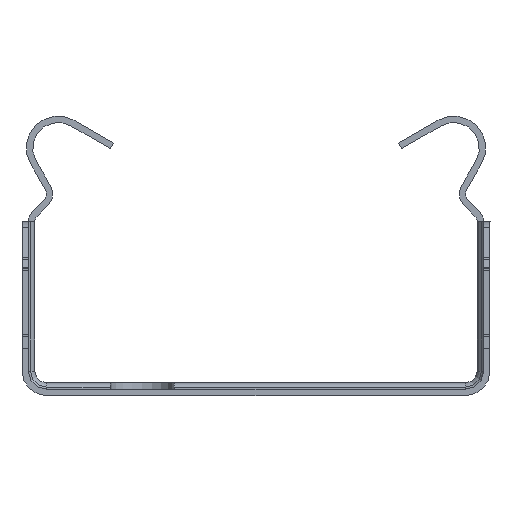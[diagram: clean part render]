
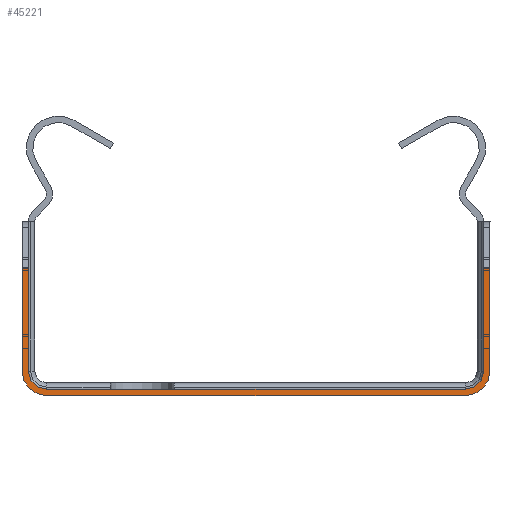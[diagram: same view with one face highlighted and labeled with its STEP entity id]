
A CAD part, front view. The second image highlights one B-rep face of the part: STEP entity #45221.
In plain terms, the highlighted planar face has unit normal (0, -1, 0).
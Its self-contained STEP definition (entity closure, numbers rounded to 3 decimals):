
#2694=CIRCLE('',#49304,2.7);
#2695=CIRCLE('',#49306,2.7);
#2723=CIRCLE('',#49379,2.);
#2724=CIRCLE('',#49382,2.);
#5934=FACE_OUTER_BOUND('',#9039,.T.);
#9039=EDGE_LOOP('',(#41591,#41592,#41593,#41594,#41595,#41596,#41597,#41598,
#41599,#41600,#41601,#41602));
#12215=LINE('',#71015,#16762);
#13487=LINE('',#74880,#18034);
#13503=LINE('',#74935,#18050);
#13574=LINE('',#75125,#18121);
#13576=LINE('',#75130,#18123);
#13580=LINE('',#75141,#18127);
#13582=LINE('',#75145,#18129);
#13585=LINE('',#75153,#18132);
#16762=VECTOR('',#58054,10.);
#18034=VECTOR('',#61938,10.);
#18050=VECTOR('',#61984,10.);
#18121=VECTOR('',#62179,10.);
#18123=VECTOR('',#62183,10.);
#18127=VECTOR('',#62197,10.);
#18129=VECTOR('',#62201,10.);
#18132=VECTOR('',#62210,10.);
#21005=VERTEX_POINT('',#71012);
#21006=VERTEX_POINT('',#71014);
#22274=VERTEX_POINT('',#74877);
#22275=VERTEX_POINT('',#74879);
#22296=VERTEX_POINT('',#74925);
#22299=VERTEX_POINT('',#74933);
#22356=VERTEX_POINT('',#75122);
#22357=VERTEX_POINT('',#75127);
#22360=VERTEX_POINT('',#75139);
#22361=VERTEX_POINT('',#75144);
#22362=VERTEX_POINT('',#75148);
#22363=VERTEX_POINT('',#75152);
#26713=EDGE_CURVE('',#21006,#21005,#12215,.T.);
#28637=EDGE_CURVE('',#22275,#22274,#13487,.T.);
#28659=EDGE_CURVE('',#22274,#21006,#2694,.T.);
#28661=EDGE_CURVE('',#21005,#22296,#2695,.T.);
#28665=EDGE_CURVE('',#22296,#22299,#13503,.T.);
#28760=EDGE_CURVE('',#22356,#22275,#13574,.T.);
#28762=EDGE_CURVE('',#22299,#22357,#13576,.T.);
#28768=EDGE_CURVE('',#22357,#22360,#13580,.T.);
#28770=EDGE_CURVE('',#22361,#22356,#13582,.T.);
#28772=EDGE_CURVE('',#22362,#22361,#2723,.T.);
#28774=EDGE_CURVE('',#22363,#22362,#13585,.T.);
#28776=EDGE_CURVE('',#22360,#22363,#2724,.T.);
#41591=ORIENTED_EDGE('',*,*,#28762,.T.);
#41592=ORIENTED_EDGE('',*,*,#28768,.T.);
#41593=ORIENTED_EDGE('',*,*,#28776,.T.);
#41594=ORIENTED_EDGE('',*,*,#28774,.T.);
#41595=ORIENTED_EDGE('',*,*,#28772,.T.);
#41596=ORIENTED_EDGE('',*,*,#28770,.T.);
#41597=ORIENTED_EDGE('',*,*,#28760,.T.);
#41598=ORIENTED_EDGE('',*,*,#28637,.T.);
#41599=ORIENTED_EDGE('',*,*,#28659,.T.);
#41600=ORIENTED_EDGE('',*,*,#26713,.T.);
#41601=ORIENTED_EDGE('',*,*,#28661,.T.);
#41602=ORIENTED_EDGE('',*,*,#28665,.T.);
#42942=PLANE('',#49384);
#45221=ADVANCED_FACE('',(#5934),#42942,.T.);
#49304=AXIS2_PLACEMENT_3D('',#74923,#61971,#61972);
#49306=AXIS2_PLACEMENT_3D('',#74927,#61976,#61977);
#49379=AXIS2_PLACEMENT_3D('',#75149,#62205,#62206);
#49382=AXIS2_PLACEMENT_3D('',#75156,#62214,#62215);
#49384=AXIS2_PLACEMENT_3D('',#75158,#62218,#62219);
#58054=DIRECTION('',(1.,0.,0.));
#61938=DIRECTION('',(0.,0.,-1.));
#61971=DIRECTION('center_axis',(0.,-1.,0.));
#61972=DIRECTION('ref_axis',(-1.,0.,0.));
#61976=DIRECTION('center_axis',(0.,-1.,0.));
#61977=DIRECTION('ref_axis',(0.,0.,
-1.));
#61984=DIRECTION('',(0.,0.,1.));
#62179=DIRECTION('',(-1.,0.,0.));
#62183=DIRECTION('',(-1.,0.,0.));
#62197=DIRECTION('',(0.,0.,-1.));
#62201=DIRECTION('',(0.,0.,1.));
#62205=DIRECTION('center_axis',(0.,1.,0.));
#62206=DIRECTION('ref_axis',(1.,0.,0.));
#62210=DIRECTION('',(-1.,0.,0.));
#62214=DIRECTION('center_axis',(0.,1.,0.));
#62215=DIRECTION('ref_axis',(0.,0.,
1.));
#62218=DIRECTION('center_axis',(0.,-1.,0.));
#62219=DIRECTION('ref_axis',(0.,0.,-1.));
#71012=CARTESIAN_POINT('',(23.,-36.,-0.7));
#71014=CARTESIAN_POINT('',(-23.,-36.,-0.7));
#71015=CARTESIAN_POINT('',(-23.,-36.,-0.7));
#74877=CARTESIAN_POINT('',(-25.7,-36.,2.));
#74879=CARTESIAN_POINT('',(-25.7,-36.,13.387));
#74880=CARTESIAN_POINT('',(-25.7,-36.,18.387));
#74923=CARTESIAN_POINT('Origin',(-23.,-36.,2.));
#74925=CARTESIAN_POINT('',(25.7,-36.,2.));
#74927=CARTESIAN_POINT('Origin',(23.,-36.,2.));
#74933=CARTESIAN_POINT('',(25.7,-36.,13.387));
#74935=CARTESIAN_POINT('',(25.7,-36.,2.));
#75122=CARTESIAN_POINT('',(-25.,-36.,13.387));
#75125=CARTESIAN_POINT('',(12.5,-36.,13.387));
#75127=CARTESIAN_POINT('',(25.,-36.,13.387));
#75130=CARTESIAN_POINT('',(12.5,-36.,13.387));
#75139=CARTESIAN_POINT('',(25.,-36.,2.));
#75141=CARTESIAN_POINT('',(25.,-36.,18.387));
#75144=CARTESIAN_POINT('',(-25.,-36.,2.));
#75145=CARTESIAN_POINT('',(-25.,-36.,2.));
#75148=CARTESIAN_POINT('',(-23.,-36.,0.));
#75149=CARTESIAN_POINT('Origin',(-23.,-36.,2.));
#75152=CARTESIAN_POINT('',(23.,-36.,0.));
#75153=CARTESIAN_POINT('',(23.,-36.,0.));
#75156=CARTESIAN_POINT('Origin',(23.,-36.,2.));
#75158=CARTESIAN_POINT('Origin',(0.,-36.,8.844));
